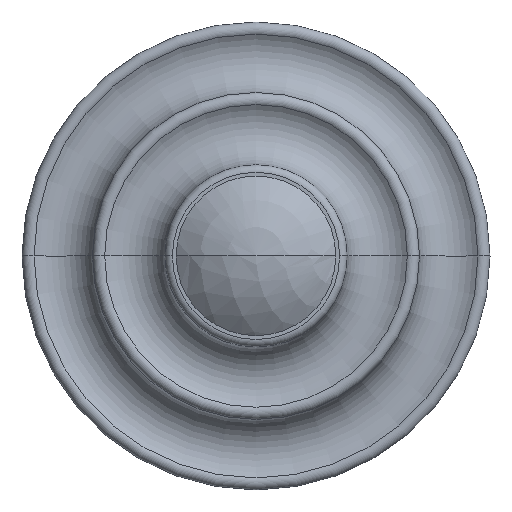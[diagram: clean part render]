
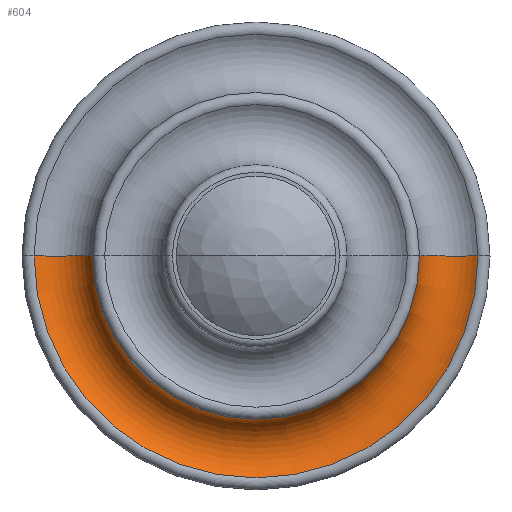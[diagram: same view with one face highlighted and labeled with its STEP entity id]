
A CAD part, top view. The second image highlights one B-rep face of the part: STEP entity #604.
In plain terms, the highlighted toroidal (fillet/blend) face has major radius 13.507 mm and minor radius 2.489 mm.
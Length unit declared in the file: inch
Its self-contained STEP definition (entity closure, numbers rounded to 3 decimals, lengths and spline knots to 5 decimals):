
#37=CARTESIAN_POINT('',(0.53175,0.,1.013));
#38=DIRECTION('',(0.,1.,0.));
#39=DIRECTION('',(0.607,0.,-0.794));
#40=AXIS2_PLACEMENT_3D('',#37,#38,#39);
#42=CARTESIAN_POINT('',(0.,0.,0.93514));
#43=DIRECTION('',(0.,0.,1.));
#44=DIRECTION('',(-1.,0.,0.));
#45=AXIS2_PLACEMENT_3D('',#42,#43,#44);
#47=CARTESIAN_POINT('',(-0.53175,0.,1.013));
#48=DIRECTION('',(0.,1.,0.));
#49=DIRECTION('',(0.983,0.,-0.186));
#50=AXIS2_PLACEMENT_3D('',#47,#48,#49);
#52=CARTESIAN_POINT('',(0.,0.,0.99475));
#53=DIRECTION('',(0.,0.,-1.));
#54=DIRECTION('',(1.,0.,0.));
#55=AXIS2_PLACEMENT_3D('',#52,#53,#54);
#427=CARTESIAN_POINT('',(-0.59127,0.,0.93514));
#428=VERTEX_POINT('',#427);
#429=CARTESIAN_POINT('',(0.59127,0.,0.93514));
#430=VERTEX_POINT('',#429);
#435=CARTESIAN_POINT('',(0.43547,0.,0.99475));
#436=VERTEX_POINT('',#435);
#437=CARTESIAN_POINT('',(-0.43547,0.,
0.99475));
#438=VERTEX_POINT('',#437);
#592=CARTESIAN_POINT('',(0.,0.,1.013));
#593=DIRECTION('',(0.,0.,1.));
#594=DIRECTION('',(1.,0.,0.));
#595=AXIS2_PLACEMENT_3D('',#592,#593,#594);
#596=TOROIDAL_SURFACE('',#595,0.53175,0.098);
#597=ORIENTED_EDGE('',*,*,#582,.F.);
#598=ORIENTED_EDGE('',*,*,#528,.F.);
#599=ORIENTED_EDGE('',*,*,#586,.F.);
#601=ORIENTED_EDGE('',*,*,#600,.F.);
#602=EDGE_LOOP('',(#597,#598,#599,#601));
#603=FACE_OUTER_BOUND('',#602,.F.);
#604=ADVANCED_FACE('',(#603),#596,.F.);
#41=CIRCLE('',#40,0.098);
#46=CIRCLE('',#45,0.59127);
#51=CIRCLE('',#50,0.098);
#56=CIRCLE('',#55,0.43547);
#528=EDGE_CURVE('',#428,#430,#46,.T.);
#582=EDGE_CURVE('',#430,#436,#41,.T.);
#586=EDGE_CURVE('',#438,#428,#51,.T.);
#600=EDGE_CURVE('',#436,#438,#56,.T.);
